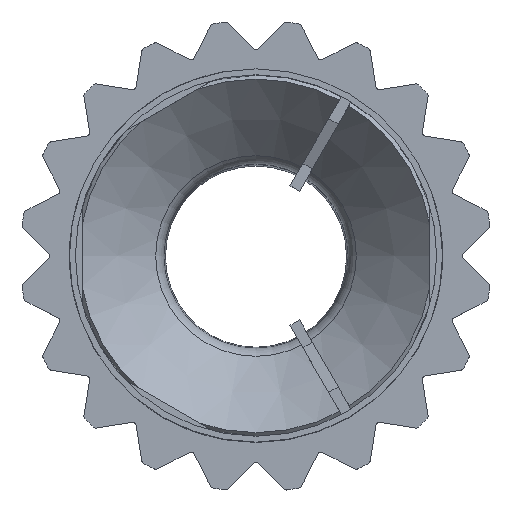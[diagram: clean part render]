
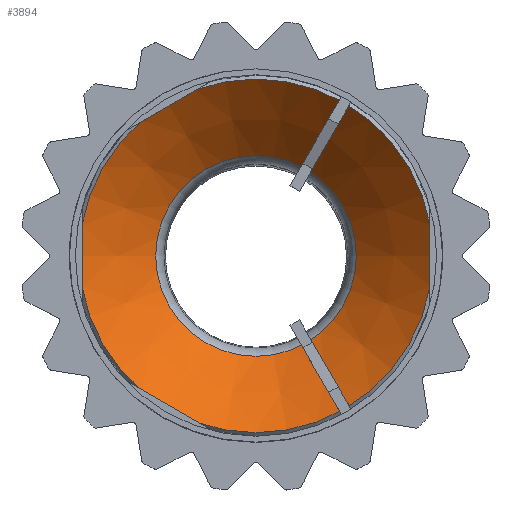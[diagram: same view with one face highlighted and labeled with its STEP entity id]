
A CAD part, top view. The second image highlights one B-rep face of the part: STEP entity #3894.
In plain terms, the highlighted conical face has half-angle 45 degrees and reference radius 375.68 mm.
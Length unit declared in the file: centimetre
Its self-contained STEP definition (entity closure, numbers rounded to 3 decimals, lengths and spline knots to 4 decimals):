
#20=CONICAL_SURFACE('',#4344,37.568,0.785);
#370=CIRCLE('',#4341,27.1967);
#372=CIRCLE('',#4343,27.1967);
#373=CIRCLE('',#4345,47.9393);
#590=FACE_OUTER_BOUND('',#805,.T.);
#805=EDGE_LOOP('',(#3568,#3569,#3570,#3571,#3572));
#1140=LINE('',#6741,#1472);
#1472=VECTOR('',#5565,37.568);
#1849=VERTEX_POINT('',#6734);
#1850=VERTEX_POINT('',#6735);
#1851=VERTEX_POINT('',#6740);
#2422=EDGE_CURVE('',#1849,#1850,#370,.T.);
#2424=EDGE_CURVE('',#1850,#1849,#372,.T.);
#2425=EDGE_CURVE('',#1850,#1851,#1140,.T.);
#2426=EDGE_CURVE('',#1851,#1851,#373,.T.);
#3568=ORIENTED_EDGE('',*,*,#2422,.T.);
#3569=ORIENTED_EDGE('',*,*,#2425,.T.);
#3570=ORIENTED_EDGE('',*,*,#2426,.F.);
#3571=ORIENTED_EDGE('',*,*,#2425,.F.);
#3572=ORIENTED_EDGE('',*,*,#2424,.T.);
#3894=ADVANCED_FACE('',(#590),#20,.F.);
#4341=AXIS2_PLACEMENT_3D('',#6736,#5557,#5558);
#4343=AXIS2_PLACEMENT_3D('',#6738,#5561,#5562);
#4344=AXIS2_PLACEMENT_3D('',#6739,#5563,#5564);
#4345=AXIS2_PLACEMENT_3D('',#6742,#5566,#5567);
#5557=DIRECTION('center_axis',(0.,0.,-1.));
#5558=DIRECTION('ref_axis',(1.,0.,0.));
#5561=DIRECTION('center_axis',(0.,0.,-1.));
#5562=DIRECTION('ref_axis',(1.,0.,0.));
#5563=DIRECTION('center_axis',(0.,0.,1.));
#5564=DIRECTION('ref_axis',(-1.,0.,0.));
#5565=DIRECTION('',(0.707,0.,0.707));
#5566=DIRECTION('center_axis',(0.,0.,-1.));
#5567=DIRECTION('ref_axis',(1.,0.,0.));
#6734=CARTESIAN_POINT('',(0.,-27.1967,99.2574));
#6735=CARTESIAN_POINT('',(27.1967,0.,99.2574));
#6736=CARTESIAN_POINT('Origin',(0.,0.,99.2574));
#6738=CARTESIAN_POINT('Origin',(0.,0.,99.2574));
#6739=CARTESIAN_POINT('Origin',(0.,0.,109.6287));
#6740=CARTESIAN_POINT('',(47.9393,0.,120.));
#6741=CARTESIAN_POINT('',(37.568,0.,109.6287));
#6742=CARTESIAN_POINT('Origin',(0.,0.,120.));
